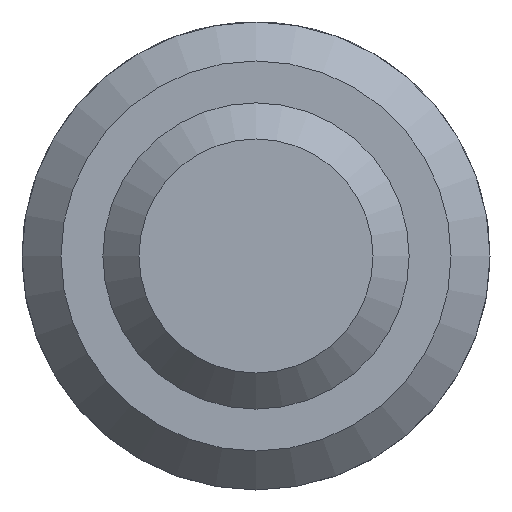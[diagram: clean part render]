
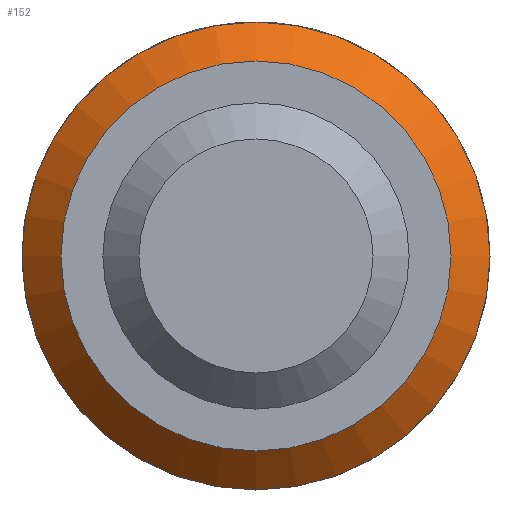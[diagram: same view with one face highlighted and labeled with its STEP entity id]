
A CAD part, front view. The second image highlights one B-rep face of the part: STEP entity #152.
In plain terms, the highlighted conical face has half-angle 45 degrees and reference radius 2.75 mm.
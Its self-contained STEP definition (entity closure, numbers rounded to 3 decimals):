
#17=CONICAL_SURFACE('',#182,2.75,0.785);
#28=FACE_OUTER_BOUND('',#38,.T.);
#38=EDGE_LOOP('',(#124,#125,#126,#127,#128));
#48=LINE('',#275,#55);
#55=VECTOR('',#222,2.75);
#60=CIRCLE('',#176,3.);
#61=CIRCLE('',#177,3.);
#64=CIRCLE('',#183,2.5);
#75=VERTEX_POINT('',#264);
#76=VERTEX_POINT('',#266);
#77=VERTEX_POINT('',#274);
#90=EDGE_CURVE('',#76,#75,#60,.T.);
#91=EDGE_CURVE('',#75,#76,#61,.T.);
#94=EDGE_CURVE('',#76,#77,#48,.T.);
#95=EDGE_CURVE('',#77,#77,#64,.T.);
#124=ORIENTED_EDGE('',*,*,#90,.T.);
#125=ORIENTED_EDGE('',*,*,#91,.T.);
#126=ORIENTED_EDGE('',*,*,#94,.T.);
#127=ORIENTED_EDGE('',*,*,#95,.T.);
#128=ORIENTED_EDGE('',*,*,#94,.F.);
#152=ADVANCED_FACE('',(#28),#17,.T.);
#176=AXIS2_PLACEMENT_3D('',#267,#208,#209);
#177=AXIS2_PLACEMENT_3D('',#268,#210,#211);
#182=AXIS2_PLACEMENT_3D('',#273,#220,#221);
#183=AXIS2_PLACEMENT_3D('',#276,#223,#224);
#208=DIRECTION('center_axis',(0.,-1.,0.));
#209=DIRECTION('ref_axis',(0.,0.,-1.));
#210=DIRECTION('center_axis',(0.,-1.,0.));
#211=DIRECTION('ref_axis',(0.,0.,-1.));
#220=DIRECTION('center_axis',(0.,1.,0.));
#221=DIRECTION('ref_axis',(0.,0.,-1.));
#222=DIRECTION('',(0.,-0.707,-0.707));
#223=DIRECTION('center_axis',(0.,1.,0.));
#224=DIRECTION('ref_axis',(0.,0.,-1.));
#264=CARTESIAN_POINT('',(0.,10.5,-3.));
#266=CARTESIAN_POINT('',(0.,10.5,3.));
#267=CARTESIAN_POINT('Origin',(0.,10.5,0.));
#268=CARTESIAN_POINT('Origin',(0.,10.5,0.));
#273=CARTESIAN_POINT('Origin',(0.,10.25,0.));
#274=CARTESIAN_POINT('',(0.,10.,2.5));
#275=CARTESIAN_POINT('',(0.,10.25,2.75));
#276=CARTESIAN_POINT('Origin',(0.,10.,0.));
